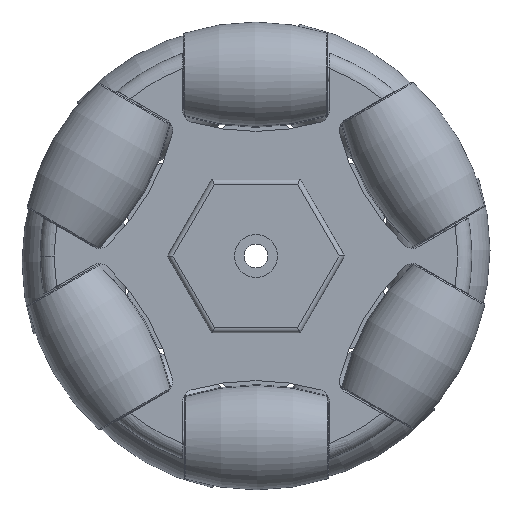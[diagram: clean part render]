
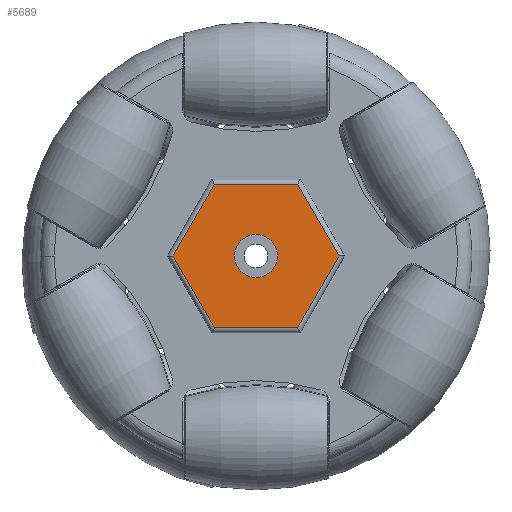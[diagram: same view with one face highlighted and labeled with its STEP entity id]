
A CAD part, front view. The second image highlights one B-rep face of the part: STEP entity #5689.
In plain terms, the highlighted face is planar.
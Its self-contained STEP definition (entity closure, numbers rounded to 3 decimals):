
#35 = EDGE_LOOP ( 'NONE', ( #1278, #11259 ) ) ;
#212 = DIRECTION ( 'NONE',  ( 0., 1., 0. ) ) ;
#421 = EDGE_LOOP ( 'NONE', ( #1342, #2449, #12355, #3085, #8939, #14025 ) ) ;
#513 = EDGE_CURVE ( 'NONE', #6916, #12705, #3180, .T. ) ;
#723 = DIRECTION ( 'NONE',  ( 0.866, -0.5, 0. ) ) ;
#955 = CARTESIAN_POINT ( 'NONE',  ( -15.5, 8.372, 8. ) ) ;
#1278 = ORIENTED_EDGE ( 'NONE', *, *, #8792, .F. ) ;
#1314 = EDGE_CURVE ( 'NONE', #3677, #9798, #14907, .T. ) ;
#1341 = DIRECTION ( 'NONE',  ( 0., 0., 1. ) ) ;
#1342 = ORIENTED_EDGE ( 'NONE', *, *, #8891, .T. ) ;
#1476 = DIRECTION ( 'NONE',  ( 1., 0., 0. ) ) ;
#1517 = VECTOR ( 'NONE', #6582, 1000. ) ;
#1799 = VERTEX_POINT ( 'NONE', #11410 ) ;
#1961 = CARTESIAN_POINT ( 'NONE',  ( -0.5, 17.609, 8. ) ) ;
#2138 = VECTOR ( 'NONE', #3270, 1000. ) ;
#2449 = ORIENTED_EDGE ( 'NONE', *, *, #5648, .T. ) ;
#2769 = CIRCLE ( 'NONE', #14072, 4.5 ) ;
#3085 = ORIENTED_EDGE ( 'NONE', *, *, #3801, .T. ) ;
#3180 = LINE ( 'NONE', #4428, #6500 ) ;
#3270 = DIRECTION ( 'NONE',  ( 0., -1., 0. ) ) ;
#3650 = VECTOR ( 'NONE', #10345, 1000. ) ;
#3664 = EDGE_CURVE ( 'NONE', #12705, #5356, #13583, .T. ) ;
#3677 = VERTEX_POINT ( 'NONE', #9971 ) ;
#3801 = EDGE_CURVE ( 'NONE', #9798, #6916, #5646, .T. ) ;
#4056 = CARTESIAN_POINT ( 'NONE',  ( 15., 8.66, 8. ) ) ;
#4351 = VECTOR ( 'NONE', #212, 1000. ) ;
#4428 = CARTESIAN_POINT ( 'NONE',  ( 15.5, -8.372, 8. ) ) ;
#4467 = CARTESIAN_POINT ( 'NONE',  ( -15., -8.66, 8. ) ) ;
#4825 = CARTESIAN_POINT ( 'NONE',  ( 15., 9.238, 8. ) ) ;
#5063 = CARTESIAN_POINT ( 'NONE',  ( 0., 0., 8. ) ) ;
#5084 = FACE_BOUND ( 'NONE', #35, .T. ) ;
#5312 = PLANE ( 'NONE',  #10784 ) ;
#5356 = VERTEX_POINT ( 'NONE', #4056 ) ;
#5646 = LINE ( 'NONE', #11273, #10477 ) ;
#5648 = EDGE_CURVE ( 'NONE', #1799, #3677, #11495, .T. ) ;
#5689 = ADVANCED_FACE ( 'NONE', ( #7317, #5084 ), #5312, .T. ) ;
#6403 = VERTEX_POINT ( 'NONE', #8046 ) ;
#6440 = AXIS2_PLACEMENT_3D ( 'NONE', #12050, #1341, #7498 ) ;
#6451 = DIRECTION ( 'NONE',  ( 0., 0., 1. ) ) ;
#6500 = VECTOR ( 'NONE', #9102, 1000. ) ;
#6582 = DIRECTION ( 'NONE',  ( -0.866, 0.5, 0. ) ) ;
#6916 = VERTEX_POINT ( 'NONE', #8759 ) ;
#7317 = FACE_OUTER_BOUND ( 'NONE', #421, .T. ) ;
#7498 = DIRECTION ( 'NONE',  ( 1., 0., 0. ) ) ;
#8046 = CARTESIAN_POINT ( 'NONE',  ( -4.5, 0., 8. ) ) ;
#8693 = CARTESIAN_POINT ( 'NONE',  ( 0., 0., 8. ) ) ;
#8759 = CARTESIAN_POINT ( 'NONE',  ( 0., -17.321, 8. ) ) ;
#8792 = EDGE_CURVE ( 'NONE', #11656, #6403, #11571, .T. ) ;
#8891 = EDGE_CURVE ( 'NONE', #5356, #1799, #14676, .T. ) ;
#8939 = ORIENTED_EDGE ( 'NONE', *, *, #513, .T. ) ;
#9102 = DIRECTION ( 'NONE',  ( 0.866, 0.5, 0. ) ) ;
#9795 = DIRECTION ( 'NONE',  ( 0., 0., 1. ) ) ;
#9798 = VERTEX_POINT ( 'NONE', #4467 ) ;
#9937 = EDGE_CURVE ( 'NONE', #6403, #11656, #2769, .T. ) ;
#9971 = CARTESIAN_POINT ( 'NONE',  ( -15., 8.66, 8. ) ) ;
#10345 = DIRECTION ( 'NONE',  ( -0.866, -0.5, 0. ) ) ;
#10477 = VECTOR ( 'NONE', #723, 1000. ) ;
#10784 = AXIS2_PLACEMENT_3D ( 'NONE', #8693, #9795, #1476 ) ;
#10984 = DIRECTION ( 'NONE',  ( 1., 0., 0. ) ) ;
#11259 = ORIENTED_EDGE ( 'NONE', *, *, #9937, .F. ) ;
#11273 = CARTESIAN_POINT ( 'NONE',  ( 0.5, -17.609, 8. ) ) ;
#11410 = CARTESIAN_POINT ( 'NONE',  ( 0., 17.321, 8. ) ) ;
#11495 = LINE ( 'NONE', #955, #3650 ) ;
#11571 = CIRCLE ( 'NONE', #6440, 4.5 ) ;
#11656 = VERTEX_POINT ( 'NONE', #12903 ) ;
#12050 = CARTESIAN_POINT ( 'NONE',  ( 0., 0., 8. ) ) ;
#12355 = ORIENTED_EDGE ( 'NONE', *, *, #1314, .T. ) ;
#12518 = CARTESIAN_POINT ( 'NONE',  ( -15., -9.238, 8. ) ) ;
#12705 = VERTEX_POINT ( 'NONE', #14715 ) ;
#12903 = CARTESIAN_POINT ( 'NONE',  ( 4.5, 0., 8. ) ) ;
#13583 = LINE ( 'NONE', #4825, #4351 ) ;
#14025 = ORIENTED_EDGE ( 'NONE', *, *, #3664, .T. ) ;
#14072 = AXIS2_PLACEMENT_3D ( 'NONE', #5063, #6451, #10984 ) ;
#14676 = LINE ( 'NONE', #1961, #1517 ) ;
#14715 = CARTESIAN_POINT ( 'NONE',  ( 15., -8.66, 8. ) ) ;
#14907 = LINE ( 'NONE', #12518, #2138 ) ;
